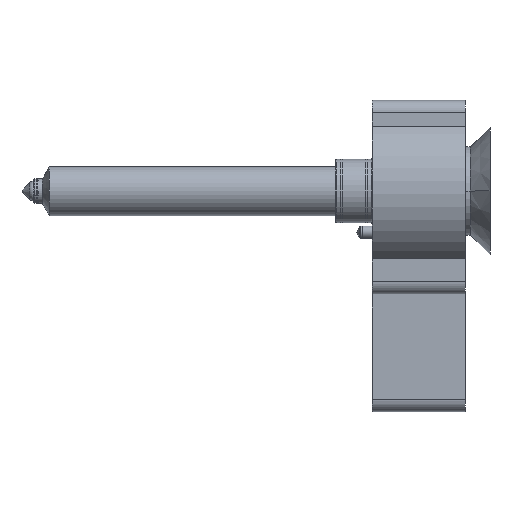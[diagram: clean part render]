
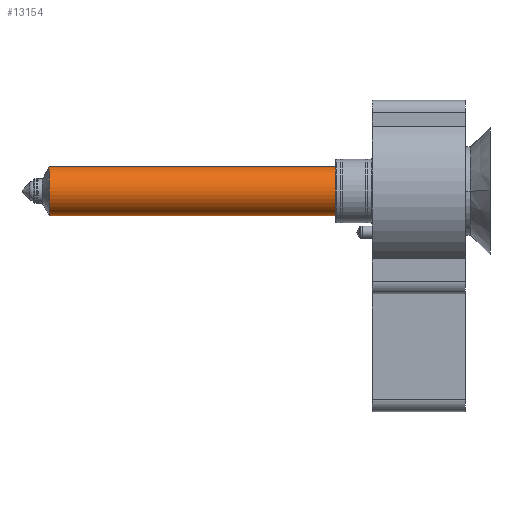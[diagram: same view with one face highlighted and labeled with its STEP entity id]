
A CAD part, top view. The second image highlights one B-rep face of the part: STEP entity #13154.
In plain terms, the highlighted cylindrical face has radius 10 mm (diameter 20 mm), a partial arc.
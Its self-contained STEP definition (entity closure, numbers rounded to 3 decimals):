
#60 = LINE ( 'NONE', #10887, #16732 ) ;
#306 = DIRECTION ( 'NONE',  ( -1., 0., 0. ) ) ;
#1106 = DIRECTION ( 'NONE',  ( 0., 0., -1. ) ) ;
#1155 = VERTEX_POINT ( 'NONE', #10883 ) ;
#1748 = VERTEX_POINT ( 'NONE', #15367 ) ;
#1951 = DIRECTION ( 'NONE',  ( 0., 0., -1. ) ) ;
#2946 = ORIENTED_EDGE ( 'NONE', *, *, #5395, .T. ) ;
#3124 = ORIENTED_EDGE ( 'NONE', *, *, #17450, .F. ) ;
#3382 = CYLINDRICAL_SURFACE ( 'NONE', #12499, 10. ) ;
#4566 = DIRECTION ( 'NONE',  ( 0., 0., -1. ) ) ;
#5226 = EDGE_CURVE ( 'NONE', #21210, #7025, #10475, .T. ) ;
#5395 = EDGE_CURVE ( 'NONE', #1748, #1155, #12530, .T. ) ;
#7025 = VERTEX_POINT ( 'NONE', #8117 ) ;
#7122 = CARTESIAN_POINT ( 'NONE',  ( 0., 0., -128. ) ) ;
#7369 = ORIENTED_EDGE ( 'NONE', *, *, #18652, .T. ) ;
#7450 = CARTESIAN_POINT ( 'NONE',  ( -10., 0., -128. ) ) ;
#7753 = FACE_OUTER_BOUND ( 'NONE', #15231, .T. ) ;
#8117 = CARTESIAN_POINT ( 'NONE',  ( 10., 0., -128. ) ) ;
#8849 = DIRECTION ( 'NONE',  ( -1., 0., 0. ) ) ;
#9049 = CARTESIAN_POINT ( 'NONE',  ( 0., 0., -11.214 ) ) ;
#9084 = LINE ( 'NONE', #16091, #11911 ) ;
#10475 = CIRCLE ( 'NONE', #19506, 10. ) ;
#10883 = CARTESIAN_POINT ( 'NONE',  ( 10., 0., -11.214 ) ) ;
#10887 = CARTESIAN_POINT ( 'NONE',  ( 10., 0., 0. ) ) ;
#10990 = CARTESIAN_POINT ( 'NONE',  ( 0., 0., 0. ) ) ;
#11911 = VECTOR ( 'NONE', #4566, 1000. ) ;
#12499 = AXIS2_PLACEMENT_3D ( 'NONE', #10990, #17193, #15797 ) ;
#12530 = CIRCLE ( 'NONE', #20612, 10. ) ;
#13154 = ADVANCED_FACE ( 'NONE', ( #7753 ), #3382, .T. ) ;
#15231 = EDGE_LOOP ( 'NONE', ( #2946, #7369, #15958, #3124 ) ) ;
#15367 = CARTESIAN_POINT ( 'NONE',  ( -10., 0., -11.214 ) ) ;
#15582 = DIRECTION ( 'NONE',  ( 0., 0., -1. ) ) ;
#15797 = DIRECTION ( 'NONE',  ( -1., 0., 0. ) ) ;
#15958 = ORIENTED_EDGE ( 'NONE', *, *, #5226, .F. ) ;
#16091 = CARTESIAN_POINT ( 'NONE',  ( -10., 0., 0. ) ) ;
#16732 = VECTOR ( 'NONE', #1106, 1000. ) ;
#17193 = DIRECTION ( 'NONE',  ( 0., 0., -1. ) ) ;
#17450 = EDGE_CURVE ( 'NONE', #1748, #21210, #9084, .T. ) ;
#18652 = EDGE_CURVE ( 'NONE', #1155, #7025, #60, .T. ) ;
#19506 = AXIS2_PLACEMENT_3D ( 'NONE', #7122, #1951, #306 ) ;
#20612 = AXIS2_PLACEMENT_3D ( 'NONE', #9049, #15582, #8849 ) ;
#21210 = VERTEX_POINT ( 'NONE', #7450 ) ;
